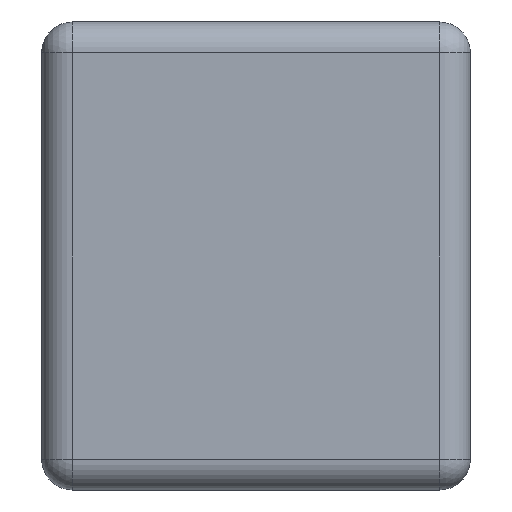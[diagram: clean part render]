
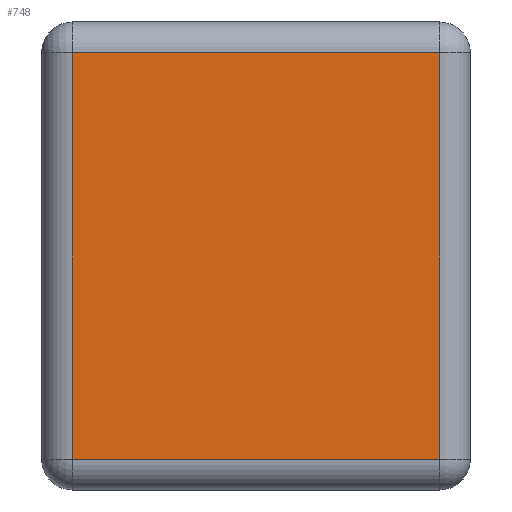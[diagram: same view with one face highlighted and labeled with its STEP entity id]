
A CAD part, left-side view. The second image highlights one B-rep face of the part: STEP entity #748.
In plain terms, the highlighted face is planar.
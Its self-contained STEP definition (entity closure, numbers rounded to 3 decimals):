
#112 = LINE ( 'NONE', #3040, #3878 ) ;
#149 = EDGE_CURVE ( 'NONE', #4244, #2992, #2625, .T. ) ;
#489 = CARTESIAN_POINT ( 'NONE',  ( 0.1, 0., -0.062 ) ) ;
#544 = DIRECTION ( 'NONE',  ( 0., 0., 1. ) ) ;
#748 = ADVANCED_FACE ( 'NONE', ( #3160 ), #1539, .F. ) ;
#1017 = ORIENTED_EDGE ( 'NONE', *, *, #4225, .T. ) ;
#1109 = VERTEX_POINT ( 'NONE', #2338 ) ;
#1137 = EDGE_CURVE ( 'NONE', #1109, #4244, #112, .T. ) ;
#1159 = EDGE_LOOP ( 'NONE', ( #1325, #4065, #1017, #2664 ) ) ;
#1160 = DIRECTION ( 'NONE',  ( -1., 0., 0. ) ) ;
#1196 = DIRECTION ( 'NONE',  ( 0., 0., 1. ) ) ;
#1325 = ORIENTED_EDGE ( 'NONE', *, *, #1137, .T. ) ;
#1445 = EDGE_CURVE ( 'NONE', #3041, #1109, #1857, .T. ) ;
#1539 = PLANE ( 'NONE',  #2521 ) ;
#1857 = LINE ( 'NONE', #489, #3488 ) ;
#1874 = VECTOR ( 'NONE', #544, 1000. ) ;
#1929 = DIRECTION ( 'NONE',  ( 0., 0., -1. ) ) ;
#2338 = CARTESIAN_POINT ( 'NONE',  ( 0.1, 0.062, -0.062 ) ) ;
#2428 = CARTESIAN_POINT ( 'NONE',  ( 0.1, 0., -0.888 ) ) ;
#2521 = AXIS2_PLACEMENT_3D ( 'NONE', #4362, #1160, #1196 ) ;
#2576 = VECTOR ( 'NONE', #4248, 1000. ) ;
#2625 = LINE ( 'NONE', #2428, #2576 ) ;
#2664 = ORIENTED_EDGE ( 'NONE', *, *, #1445, .T. ) ;
#2693 = CARTESIAN_POINT ( 'NONE',  ( 0.1, 0.062, -0.888 ) ) ;
#2861 = CARTESIAN_POINT ( 'NONE',  ( 0.1, 0.808, -0.062 ) ) ;
#2992 = VERTEX_POINT ( 'NONE', #3188 ) ;
#3040 = CARTESIAN_POINT ( 'NONE',  ( 0.1, 0.062, 0. ) ) ;
#3041 = VERTEX_POINT ( 'NONE', #2861 ) ;
#3072 = CARTESIAN_POINT ( 'NONE',  ( 0.1, 0.808, 0. ) ) ;
#3160 = FACE_OUTER_BOUND ( 'NONE', #1159, .T. ) ;
#3188 = CARTESIAN_POINT ( 'NONE',  ( 0.1, 0.808, -0.887 ) ) ;
#3488 = VECTOR ( 'NONE', #4407, 1000. ) ;
#3878 = VECTOR ( 'NONE', #1929, 1000. ) ;
#4065 = ORIENTED_EDGE ( 'NONE', *, *, #149, .T. ) ;
#4225 = EDGE_CURVE ( 'NONE', #2992, #3041, #4339, .T. ) ;
#4244 = VERTEX_POINT ( 'NONE', #2693 ) ;
#4248 = DIRECTION ( 'NONE',  ( 0., 1., 0. ) ) ;
#4339 = LINE ( 'NONE', #3072, #1874 ) ;
#4362 = CARTESIAN_POINT ( 'NONE',  ( 0.1, 0., 0. ) ) ;
#4407 = DIRECTION ( 'NONE',  ( 0., -1., 0. ) ) ;
